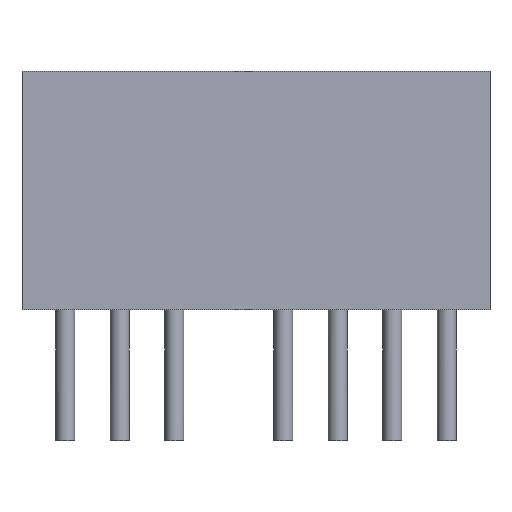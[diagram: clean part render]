
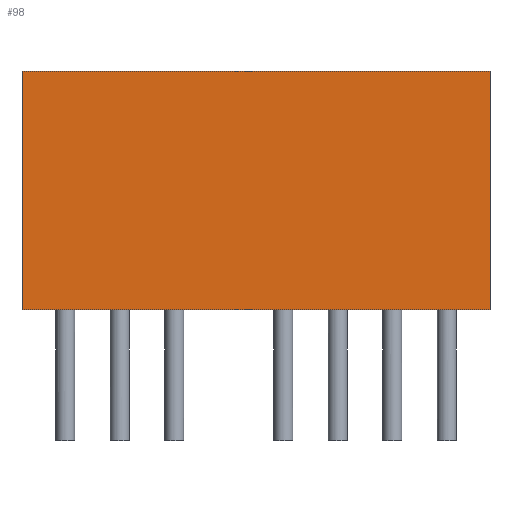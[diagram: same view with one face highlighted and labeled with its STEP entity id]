
A CAD part, front view. The second image highlights one B-rep face of the part: STEP entity #98.
In plain terms, the highlighted free-form (B-spline) face has degree [1, 1] with [2, 2] control points.
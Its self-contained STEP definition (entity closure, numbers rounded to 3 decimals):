
#98=ADVANCED_FACE('',(#132),#774,.T.);
#132=FACE_OUTER_BOUND('',#166,.T.);
#166=EDGE_LOOP('',(#200,#201,#202,#203));
#200=ORIENTED_EDGE('',*,*,#578,.T.);
#201=ORIENTED_EDGE('',*,*,#579,.T.);
#202=ORIENTED_EDGE('',*,*,#580,.T.);
#203=ORIENTED_EDGE('',*,*,#581,.T.);
#308=PCURVE('',#774,#416);
#309=PCURVE('',#774,#417);
#310=PCURVE('',#774,#418);
#311=PCURVE('',#774,#419);
#315=PCURVE('',#775,#423);
#321=PCURVE('',#777,#429);
#326=PCURVE('',#778,#434);
#328=PCURVE('',#779,#436);
#416=DEFINITIONAL_REPRESENTATION('',(#633),#1637);
#417=DEFINITIONAL_REPRESENTATION('',(#635),#1637);
#418=DEFINITIONAL_REPRESENTATION('',(#637),#1637);
#419=DEFINITIONAL_REPRESENTATION('',(#639),#1637);
#423=DEFINITIONAL_REPRESENTATION('',(#646),#1637);
#429=DEFINITIONAL_REPRESENTATION('',(#656),#1637);
#434=DEFINITIONAL_REPRESENTATION('',(#662),#1637);
#436=DEFINITIONAL_REPRESENTATION('',(#664),#1637);
#524=SURFACE_CURVE('',#632,(#308,#326),.PCURVE_S1.);
#525=SURFACE_CURVE('',#634,(#309,#315),.PCURVE_S1.);
#526=SURFACE_CURVE('',#636,(#310,#328),.PCURVE_S1.);
#527=SURFACE_CURVE('',#638,(#311,#321),.PCURVE_S1.);
#578=EDGE_CURVE('',#738,#739,#524,.T.);
#579=EDGE_CURVE('',#739,#740,#525,.T.);
#580=EDGE_CURVE('',#740,#741,#526,.T.);
#581=EDGE_CURVE('',#741,#738,#527,.T.);
#632=B_SPLINE_CURVE_WITH_KNOTS('',1,(#920,#921),.UNSPECIFIED.,.F.,.F.,(2,
2),(0.,21.794),.UNSPECIFIED.);
#633=B_SPLINE_CURVE_WITH_KNOTS('',1,(#922,#923),.UNSPECIFIED.,.F.,.F.,(2,
2),(0.,21.794),.UNSPECIFIED.);
#634=B_SPLINE_CURVE_WITH_KNOTS('',1,(#924,#925),.UNSPECIFIED.,.F.,.F.,(2,
2),(0.,11.1),.UNSPECIFIED.);
#635=B_SPLINE_CURVE_WITH_KNOTS('',1,(#926,#927),.UNSPECIFIED.,.F.,.F.,(2,
2),(0.,11.1),.UNSPECIFIED.);
#636=B_SPLINE_CURVE_WITH_KNOTS('',1,(#928,#929),.UNSPECIFIED.,.F.,.F.,(2,
2),(0.,21.794),.UNSPECIFIED.);
#637=B_SPLINE_CURVE_WITH_KNOTS('',1,(#930,#931),.UNSPECIFIED.,.F.,.F.,(2,
2),(0.,21.794),.UNSPECIFIED.);
#638=B_SPLINE_CURVE_WITH_KNOTS('',1,(#932,#933),.UNSPECIFIED.,.F.,.F.,(2,
2),(0.,11.1),.UNSPECIFIED.);
#639=B_SPLINE_CURVE_WITH_KNOTS('',1,(#934,#935),.UNSPECIFIED.,.F.,.F.,(2,
2),(0.,11.1),.UNSPECIFIED.);
#646=B_SPLINE_CURVE_WITH_KNOTS('',1,(#948,#949),.UNSPECIFIED.,.F.,.F.,(2,
2),(0.,11.1),.UNSPECIFIED.);
#656=B_SPLINE_CURVE_WITH_KNOTS('',1,(#968,#969),.UNSPECIFIED.,.F.,.F.,(2,
2),(0.,11.1),.UNSPECIFIED.);
#662=B_SPLINE_CURVE_WITH_KNOTS('',1,(#980,#981),.UNSPECIFIED.,.F.,.F.,(2,
2),(0.,21.794),.UNSPECIFIED.);
#664=B_SPLINE_CURVE_WITH_KNOTS('',1,(#984,#985),.UNSPECIFIED.,.F.,.F.,(2,
2),(0.,21.794),.UNSPECIFIED.);
#738=VERTEX_POINT('',#912);
#739=VERTEX_POINT('',#913);
#740=VERTEX_POINT('',#914);
#741=VERTEX_POINT('',#915);
#774=B_SPLINE_SURFACE_WITH_KNOTS('',1,1,((#888,#889),(#890,#891)),
 .UNSPECIFIED.,.F.,.F.,.F.,(2,2),(2,2),(-1.11,12.21),(-23.974,2.18),
 .UNSPECIFIED.);
#775=B_SPLINE_SURFACE_WITH_KNOTS('',1,1,((#892,#893),(#894,#895)),
 .UNSPECIFIED.,.F.,.F.,.F.,(2,2),(2,2),(-1.11,12.21),(-10.114,0.92),
 .UNSPECIFIED.);
#777=B_SPLINE_SURFACE_WITH_KNOTS('',1,1,((#900,#901),(#902,#903)),
 .UNSPECIFIED.,.F.,.F.,.F.,(2,2),(2,2),(-1.11,12.21),(-10.114,0.92),
 .UNSPECIFIED.);
#778=B_SPLINE_SURFACE_WITH_KNOTS('',1,1,((#904,#905),(#906,#907)),
 .UNSPECIFIED.,.F.,.F.,.F.,(2,2),(2,2),(-10.114,0.92),(-2.18,23.974),
 .UNSPECIFIED.);
#779=B_SPLINE_SURFACE_WITH_KNOTS('',1,1,((#908,#909),(#910,#911)),
 .UNSPECIFIED.,.F.,.F.,.F.,(2,2),(2,2),(-0.92,10.114),(-23.974,2.18),
 .UNSPECIFIED.);
#888=CARTESIAN_POINT('',(21.967,-4.597,-1.11));
#889=CARTESIAN_POINT('',(-4.187,-4.597,-1.11));
#890=CARTESIAN_POINT('',(21.967,-4.597,12.21));
#891=CARTESIAN_POINT('',(-4.187,-4.597,12.21));
#892=CARTESIAN_POINT('',(19.787,5.517,-1.11));
#893=CARTESIAN_POINT('',(19.787,-5.517,-1.11));
#894=CARTESIAN_POINT('',(19.787,5.517,12.21));
#895=CARTESIAN_POINT('',(19.787,-5.517,12.21));
#900=CARTESIAN_POINT('',(-2.007,-5.517,-1.11));
#901=CARTESIAN_POINT('',(-2.007,5.517,-1.11));
#902=CARTESIAN_POINT('',(-2.007,-5.517,12.21));
#903=CARTESIAN_POINT('',(-2.007,5.517,12.21));
#904=CARTESIAN_POINT('',(-4.187,-5.517,0.));
#905=CARTESIAN_POINT('',(21.967,-5.517,0.));
#906=CARTESIAN_POINT('',(-4.187,5.517,0.));
#907=CARTESIAN_POINT('',(21.967,5.517,0.));
#908=CARTESIAN_POINT('',(21.967,-5.517,11.1));
#909=CARTESIAN_POINT('',(-4.187,-5.517,11.1));
#910=CARTESIAN_POINT('',(21.967,5.517,11.1));
#911=CARTESIAN_POINT('',(-4.187,5.517,11.1));
#912=CARTESIAN_POINT('',(-2.007,-4.597,0.));
#913=CARTESIAN_POINT('',(19.787,-4.597,0.));
#914=CARTESIAN_POINT('',(19.787,-4.597,11.1));
#915=CARTESIAN_POINT('',(-2.007,-4.597,11.1));
#920=CARTESIAN_POINT('',(-2.007,-4.597,0.));
#921=CARTESIAN_POINT('',(19.787,-4.597,0.));
#922=CARTESIAN_POINT('',(0.,0.));
#923=CARTESIAN_POINT('',(0.,-21.794));
#924=CARTESIAN_POINT('',(19.787,-4.597,0.));
#925=CARTESIAN_POINT('',(19.787,-4.597,11.1));
#926=CARTESIAN_POINT('',(0.,-21.794));
#927=CARTESIAN_POINT('',(11.1,-21.794));
#928=CARTESIAN_POINT('',(19.787,-4.597,11.1));
#929=CARTESIAN_POINT('',(-2.007,-4.597,11.1));
#930=CARTESIAN_POINT('',(11.1,-21.794));
#931=CARTESIAN_POINT('',(11.1,0.));
#932=CARTESIAN_POINT('',(-2.007,-4.597,11.1));
#933=CARTESIAN_POINT('',(-2.007,-4.597,0.));
#934=CARTESIAN_POINT('',(11.1,0.));
#935=CARTESIAN_POINT('',(0.,0.));
#948=CARTESIAN_POINT('',(0.,0.));
#949=CARTESIAN_POINT('',(11.1,0.));
#968=CARTESIAN_POINT('',(11.1,-9.194));
#969=CARTESIAN_POINT('',(0.,-9.194));
#980=CARTESIAN_POINT('',(-9.194,0.));
#981=CARTESIAN_POINT('',(-9.194,21.794));
#984=CARTESIAN_POINT('',(0.,-21.794));
#985=CARTESIAN_POINT('',(0.,0.));
#1637=(
GEOMETRIC_REPRESENTATION_CONTEXT(2)
PARAMETRIC_REPRESENTATION_CONTEXT()
REPRESENTATION_CONTEXT('pspace','')
);
